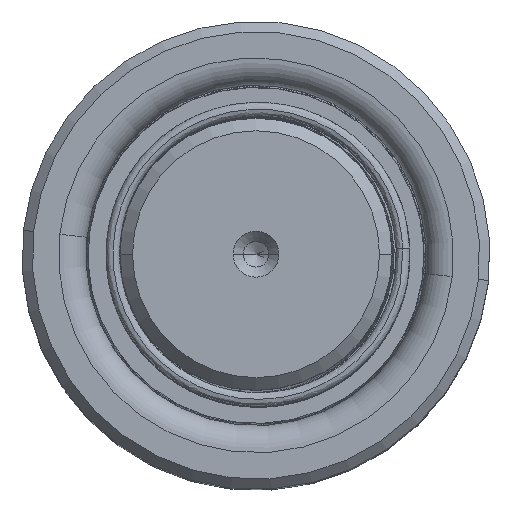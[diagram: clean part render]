
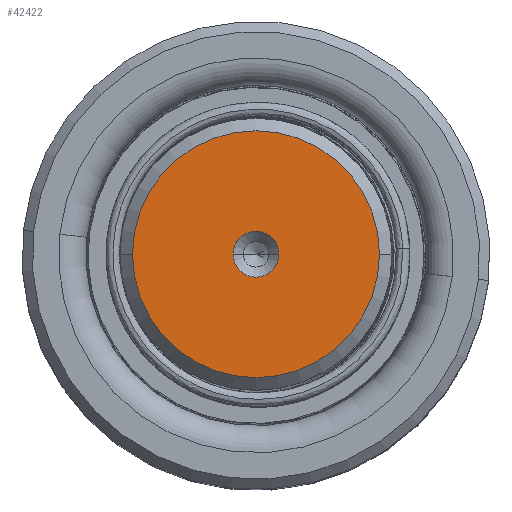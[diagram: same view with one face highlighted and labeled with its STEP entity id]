
A CAD part, top view. The second image highlights one B-rep face of the part: STEP entity #42422.
In plain terms, the highlighted planar face has unit normal (0, 0, 1).
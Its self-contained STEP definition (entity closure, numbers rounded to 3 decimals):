
#248 = CARTESIAN_POINT ( 'NONE',  ( -2.7, 0., 160. ) ) ;
#362 = DIRECTION ( 'NONE',  ( 0., 0., 1. ) ) ;
#1289 = DIRECTION ( 'NONE',  ( 0., 0., 1. ) ) ;
#2026 = DIRECTION ( 'NONE',  ( 0., 0., 1. ) ) ;
#3628 = ORIENTED_EDGE ( 'NONE', *, *, #12971, .T. ) ;
#7127 = CIRCLE ( 'NONE', #25871, 14.512 ) ;
#8779 = EDGE_LOOP ( 'NONE', ( #40806, #57288 ) ) ;
#10266 = CARTESIAN_POINT ( 'NONE',  ( 0., 0., 160. ) ) ;
#11412 = CARTESIAN_POINT ( 'NONE',  ( 0., 0., 160. ) ) ;
#12971 = EDGE_CURVE ( 'NONE', #36613, #17006, #14484, .T. ) ;
#13254 = EDGE_CURVE ( 'NONE', #17006, #36613, #7127, .T. ) ;
#14484 = CIRCLE ( 'NONE', #53281, 14.512 ) ;
#14974 = CIRCLE ( 'NONE', #33676, 2.7 ) ;
#15421 = VERTEX_POINT ( 'NONE', #41665 ) ;
#17006 = VERTEX_POINT ( 'NONE', #27813 ) ;
#18750 = CARTESIAN_POINT ( 'NONE',  ( 0., 0., 160. ) ) ;
#21525 = DIRECTION ( 'NONE',  ( 1., 0., 0. ) ) ;
#22328 = DIRECTION ( 'NONE',  ( 1., 0., 0. ) ) ;
#22535 = CARTESIAN_POINT ( 'NONE',  ( 0., 0., 160. ) ) ;
#22958 = CARTESIAN_POINT ( 'NONE',  ( -14.512, 0., 160. ) ) ;
#24921 = EDGE_CURVE ( 'NONE', #44385, #15421, #28719, .T. ) ;
#25020 = FACE_BOUND ( 'NONE', #8779, .T. ) ;
#25818 = CARTESIAN_POINT ( 'NONE',  ( 0., 0., 160. ) ) ;
#25871 = AXIS2_PLACEMENT_3D ( 'NONE', #18750, #362, #33059 ) ;
#26021 = DIRECTION ( 'NONE',  ( 0., 0., 1. ) ) ;
#27813 = CARTESIAN_POINT ( 'NONE',  ( 14.512, 0., 160. ) ) ;
#28719 = CIRCLE ( 'NONE', #38608, 2.7 ) ;
#30631 = DIRECTION ( 'NONE',  ( 1., 0., 0. ) ) ;
#33059 = DIRECTION ( 'NONE',  ( 1., 0., 0. ) ) ;
#33676 = AXIS2_PLACEMENT_3D ( 'NONE', #25818, #26021, #21525 ) ;
#33994 = DIRECTION ( 'NONE',  ( 1., 0., 0. ) ) ;
#34772 = AXIS2_PLACEMENT_3D ( 'NONE', #10266, #1289, #33994 ) ;
#34804 = EDGE_CURVE ( 'NONE', #15421, #44385, #14974, .T. ) ;
#36613 = VERTEX_POINT ( 'NONE', #22958 ) ;
#36853 = DIRECTION ( 'NONE',  ( 0., 0., 1. ) ) ;
#38496 = PLANE ( 'NONE',  #34772 ) ;
#38608 = AXIS2_PLACEMENT_3D ( 'NONE', #22535, #36853, #22328 ) ;
#40806 = ORIENTED_EDGE ( 'NONE', *, *, #34804, .F. ) ;
#41111 = FACE_OUTER_BOUND ( 'NONE', #53109, .T. ) ;
#41665 = CARTESIAN_POINT ( 'NONE',  ( 2.7, 0., 160. ) ) ;
#42422 = ADVANCED_FACE ( 'NONE', ( #25020, #41111 ), #38496, .T. ) ;
#44385 = VERTEX_POINT ( 'NONE', #248 ) ;
#53109 = EDGE_LOOP ( 'NONE', ( #3628, #60062 ) ) ;
#53281 = AXIS2_PLACEMENT_3D ( 'NONE', #11412, #2026, #30631 ) ;
#57288 = ORIENTED_EDGE ( 'NONE', *, *, #24921, .F. ) ;
#60062 = ORIENTED_EDGE ( 'NONE', *, *, #13254, .T. ) ;
